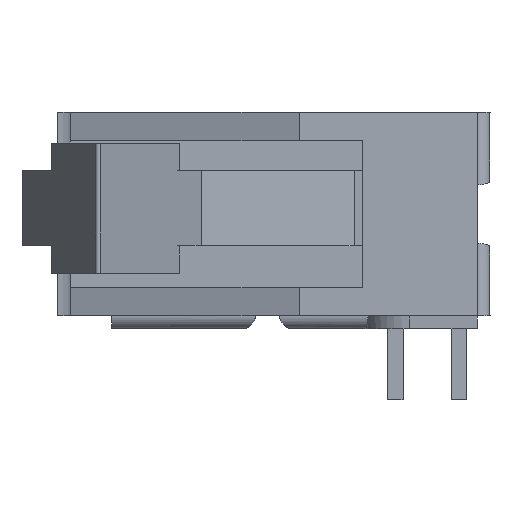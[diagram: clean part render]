
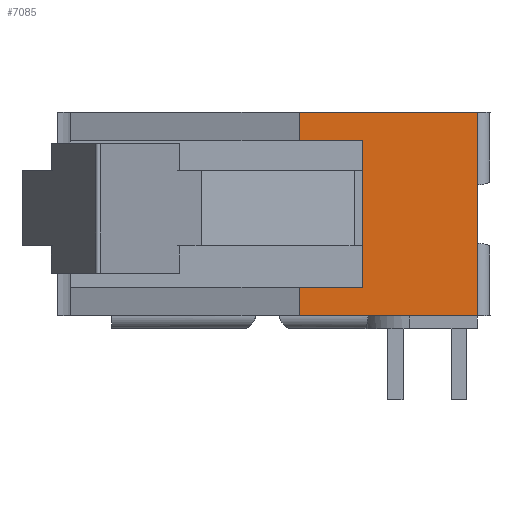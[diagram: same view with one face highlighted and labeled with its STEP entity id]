
A CAD part, left-side view. The second image highlights one B-rep face of the part: STEP entity #7085.
In plain terms, the highlighted planar face has unit normal (-1, 0, 0).
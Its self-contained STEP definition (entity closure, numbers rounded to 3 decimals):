
#537=FACE_OUTER_BOUND($,#954,.T.);
#954=EDGE_LOOP($,(#5782,#5783,#5784,#5785,#5786,#5787,#5788,#5789));
#1692=LINE($,#11175,#2561);
#1694=LINE($,#11180,#2563);
#1695=LINE($,#11182,#2564);
#1696=LINE($,#11184,#2565);
#1697=LINE($,#11186,#2566);
#1698=LINE($,#11188,#2567);
#1699=LINE($,#11189,#2568);
#1700=LINE($,#11190,#2569);
#2561=VECTOR($,#9055,8.128);
#2563=VECTOR($,#9059,1.143);
#2564=VECTOR($,#9060,2.54);
#2565=VECTOR($,#9061,5.842);
#2566=VECTOR($,#9062,2.54);
#2567=VECTOR($,#9063,1.143);
#2568=VECTOR($,#9064,7.112);
#2569=VECTOR($,#9065,7.112);
#3282=VERTEX_POINT($,#11172);
#3283=VERTEX_POINT($,#11174);
#3284=VERTEX_POINT($,#11178);
#3285=VERTEX_POINT($,#11179);
#3286=VERTEX_POINT($,#11181);
#3287=VERTEX_POINT($,#11183);
#3288=VERTEX_POINT($,#11185);
#3289=VERTEX_POINT($,#11187);
#4160=EDGE_CURVE($,#3283,#3282,#1692,.T.);
#4162=EDGE_CURVE($,#3284,#3285,#1694,.T.);
#4163=EDGE_CURVE($,#3285,#3286,#1695,.T.);
#4164=EDGE_CURVE($,#3286,#3287,#1696,.T.);
#4165=EDGE_CURVE($,#3287,#3288,#1697,.T.);
#4166=EDGE_CURVE($,#3289,#3288,#1698,.T.);
#4167=EDGE_CURVE($,#3283,#3289,#1699,.T.);
#4168=EDGE_CURVE($,#3282,#3284,#1700,.T.);
#5782=ORIENTED_EDGE($,*,*,#4162,.T.);
#5783=ORIENTED_EDGE($,*,*,#4163,.T.);
#5784=ORIENTED_EDGE($,*,*,#4164,.T.);
#5785=ORIENTED_EDGE($,*,*,#4165,.T.);
#5786=ORIENTED_EDGE($,*,*,#4166,.F.);
#5787=ORIENTED_EDGE($,*,*,#4167,.F.);
#5788=ORIENTED_EDGE($,*,*,#4160,.T.);
#5789=ORIENTED_EDGE($,*,*,#4168,.T.);
#6696=PLANE($,#7609);
#7085=ADVANCED_FACE($,(#537),#6696,.T.);
#7609=AXIS2_PLACEMENT_3D($,#11177,#9057,#9058);
#9055=DIRECTION($,(0.,0.,1.));
#9057=DIRECTION('center_axis',(-1.,0.,0.));
#9058=DIRECTION('ref_axis',(0.,0.,1.));
#9059=DIRECTION($,(0.,0.,-1.));
#9060=DIRECTION($,(0.,-1.,0.));
#9061=DIRECTION($,(0.,0.,-1.));
#9062=DIRECTION($,(0.,1.,0.));
#9063=DIRECTION($,(0.,0.,1.));
#9064=DIRECTION($,(0.,1.,0.));
#9065=DIRECTION($,(0.,1.,0.));
#11172=CARTESIAN_POINT('',(-19.812,-2.007,8.636));
#11174=CARTESIAN_POINT('',(-19.812,-2.007,0.508));
#11175=CARTESIAN_POINT($,(-19.812,-2.007,0.508));
#11177=CARTESIAN_POINT('Origin',(-19.812,-2.362,0.102));
#11178=CARTESIAN_POINT('',(-19.812,5.105,8.636));
#11179=CARTESIAN_POINT('',(-19.812,5.105,7.493));
#11180=CARTESIAN_POINT($,(-19.812,5.105,8.636));
#11181=CARTESIAN_POINT('',(-19.812,2.565,7.493));
#11182=CARTESIAN_POINT($,(-19.812,5.105,7.493));
#11183=CARTESIAN_POINT('',(-19.812,2.565,1.651));
#11184=CARTESIAN_POINT($,(-19.812,2.565,7.493));
#11185=CARTESIAN_POINT('',(-19.812,5.105,1.651));
#11186=CARTESIAN_POINT($,(-19.812,2.565,1.651));
#11187=CARTESIAN_POINT('',(-19.812,5.105,0.508));
#11188=CARTESIAN_POINT($,(-19.812,5.105,0.508));
#11189=CARTESIAN_POINT($,(-19.812,-2.007,0.508));
#11190=CARTESIAN_POINT($,(-19.812,-2.007,8.636));
